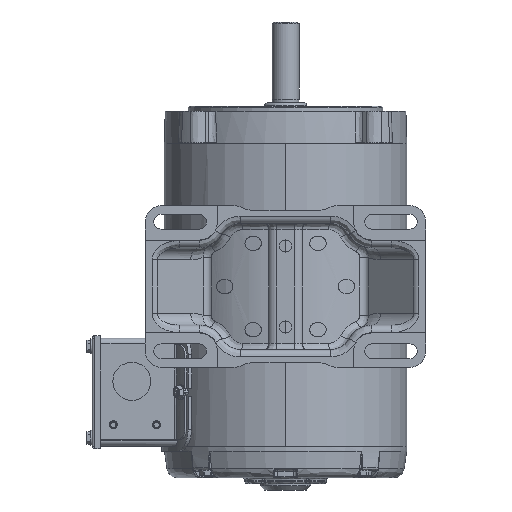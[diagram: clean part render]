
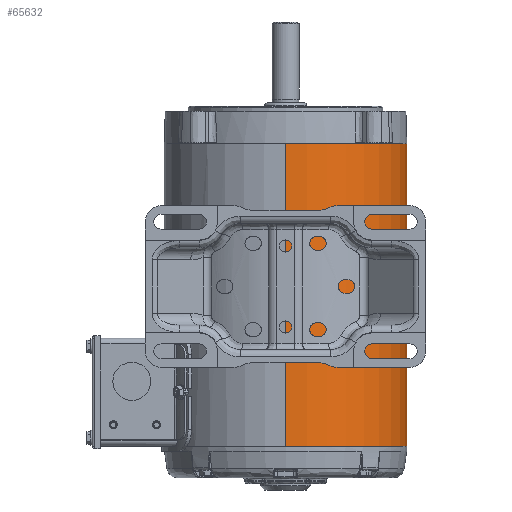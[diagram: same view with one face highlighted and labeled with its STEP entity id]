
A CAD part, front view. The second image highlights one B-rep face of the part: STEP entity #65632.
In plain terms, the highlighted cylindrical face has radius 71.369 mm (diameter 142.738 mm), a partial arc.
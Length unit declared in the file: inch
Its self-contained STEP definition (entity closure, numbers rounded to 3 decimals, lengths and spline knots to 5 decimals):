
#2072 = EDGE_CURVE ( 'NONE', #30460, #82515, #166937, .T. ) ;
#3127 = VECTOR ( 'NONE', #142814, 39.37008 ) ;
#5300 = EDGE_LOOP ( 'NONE', ( #41829, #172957, #146447, #22304 ) ) ;
#8629 = CARTESIAN_POINT ( 'NONE',  ( -0.01022, -2.80978, 7.0625 ) ) ;
#22304 = ORIENTED_EDGE ( 'NONE', *, *, #166171, .T. ) ;
#23226 = DIRECTION ( 'NONE',  ( 0., 0., 1. ) ) ;
#30460 = VERTEX_POINT ( 'NONE', #169299 ) ;
#38151 = CARTESIAN_POINT ( 'NONE',  ( -2.8098, 0., 0.0625 ) ) ;
#40962 = VERTEX_POINT ( 'NONE', #38151 ) ;
#41829 = ORIENTED_EDGE ( 'NONE', *, *, #121852, .F. ) ;
#50700 = FACE_OUTER_BOUND ( 'NONE', #5300, .T. ) ;
#52325 = AXIS2_PLACEMENT_3D ( 'NONE', #91151, #62490, #106129 ) ;
#55731 = DIRECTION ( 'NONE',  ( 0., 0., 1. ) ) ;
#62490 = DIRECTION ( 'NONE',  ( 0., 0., 1. ) ) ;
#62557 = AXIS2_PLACEMENT_3D ( 'NONE', #173507, #128570, #85003 ) ;
#65632 = ADVANCED_FACE ( 'NONE', ( #50700 ), #141472, .T. ) ;
#82515 = VERTEX_POINT ( 'NONE', #8629 ) ;
#85003 = DIRECTION ( 'NONE',  ( 1., 0., 0. ) ) ;
#91151 = CARTESIAN_POINT ( 'NONE',  ( 0., 0., 0.0625 ) ) ;
#100714 = DIRECTION ( 'NONE',  ( 1., 0., 0. ) ) ;
#106129 = DIRECTION ( 'NONE',  ( 1., 0., 0. ) ) ;
#108038 = LINE ( 'NONE', #127810, #3127 ) ;
#108897 = VERTEX_POINT ( 'NONE', #120261 ) ;
#109751 = CIRCLE ( 'NONE', #62557, 2.8098 ) ;
#120261 = CARTESIAN_POINT ( 'NONE',  ( -2.8098, 0., 7.0625 ) ) ;
#121852 = EDGE_CURVE ( 'NONE', #40962, #108897, #108038, .T. ) ;
#127789 = AXIS2_PLACEMENT_3D ( 'NONE', #159249, #55731, #100714 ) ;
#127810 = CARTESIAN_POINT ( 'NONE',  ( -2.8098, 0., -18.73356 ) ) ;
#128570 = DIRECTION ( 'NONE',  ( 0., 0., -1. ) ) ;
#131975 = VECTOR ( 'NONE', #23226, 39.37008 ) ;
#141472 = CYLINDRICAL_SURFACE ( 'NONE', #127789, 2.8098 ) ;
#142814 = DIRECTION ( 'NONE',  ( 0., 0., 1. ) ) ;
#146447 = ORIENTED_EDGE ( 'NONE', *, *, #2072, .T. ) ;
#148117 = EDGE_CURVE ( 'NONE', #40962, #30460, #159588, .T. ) ;
#159249 = CARTESIAN_POINT ( 'NONE',  ( 0., 0., -18.73356 ) ) ;
#159588 = CIRCLE ( 'NONE', #52325, 2.8098 ) ;
#166171 = EDGE_CURVE ( 'NONE', #82515, #108897, #109751, .T. ) ;
#166937 = LINE ( 'NONE', #171611, #131975 ) ;
#169299 = CARTESIAN_POINT ( 'NONE',  ( -0.01022, -2.80978, 0.0625 ) ) ;
#171611 = CARTESIAN_POINT ( 'NONE',  ( -0.01022, -2.80978, -18.73356 ) ) ;
#172957 = ORIENTED_EDGE ( 'NONE', *, *, #148117, .T. ) ;
#173507 = CARTESIAN_POINT ( 'NONE',  ( 0., 0., 7.0625 ) ) ;
